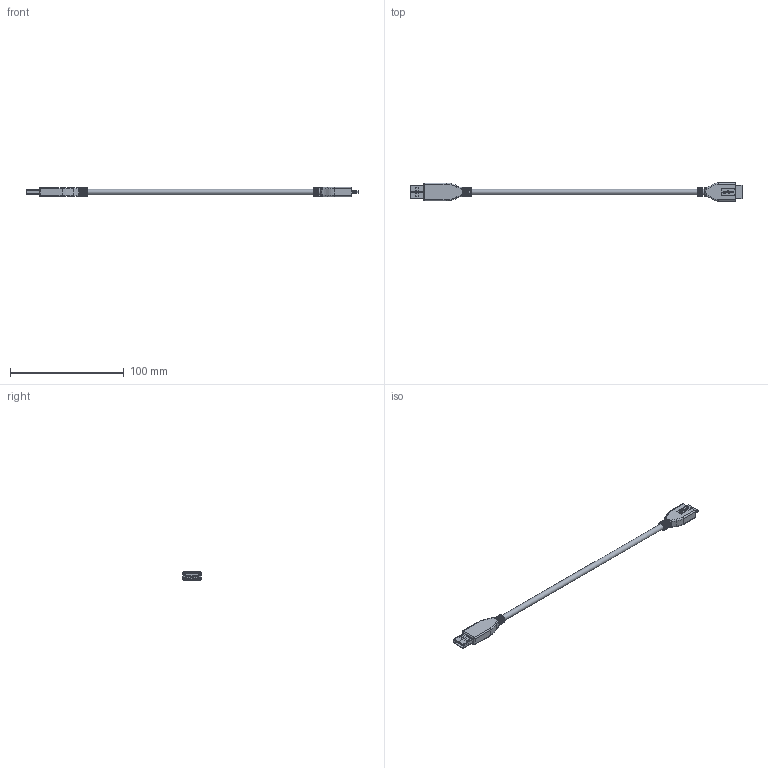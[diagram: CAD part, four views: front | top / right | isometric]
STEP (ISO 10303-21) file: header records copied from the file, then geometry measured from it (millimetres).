
FILE_DESCRIPTION(/* description */ ('Unknown'),/* implementation_level */ '2;1');
FILE_NAME(/* name */ '692904100000',/* time_stamp */ '2022-04-26T09:03:19+02:00',/* author */ ('Unknown'),/* organization */ ('Unknown'),/* preprocessor_version */ 'ST-DEVELOPER v16.7',/* originating_system */ 'Solid Edge',/* authorisation */ 'Unknown');
FILE_SCHEMA (('AUTOMOTIVE_DESIGN {1 0 10303 214 3 1 1}'));
Length unit declared in the file: millimetre
Products named in the file (1): 692904100000
Bounding box: 292.15 x 16 x 8 mm (x, y, z)
Volume: 11597.1 mm3; surface area: 8566.3 mm2
Topology: 1 solids, 1 shells, 965 faces, 2673 edges, 1723 vertices
Faces by surface type: plane 675, cylinder 199, torus 50, bspline 29, sphere 12
Full cylindrical faces by diameter (mm): 0.8 x2, 0.9 x5, 5 x1, 7.75 x2
Entity records: 38333 total; most frequent: CARTESIAN_POINT 6990, ORIENTED_EDGE 5252, DIRECTION 4925, EDGE_CURVE 2626, LINE 1929, VECTOR 1929, VERTEX_POINT 1708, AXIS2_PLACEMENT_3D 1498
